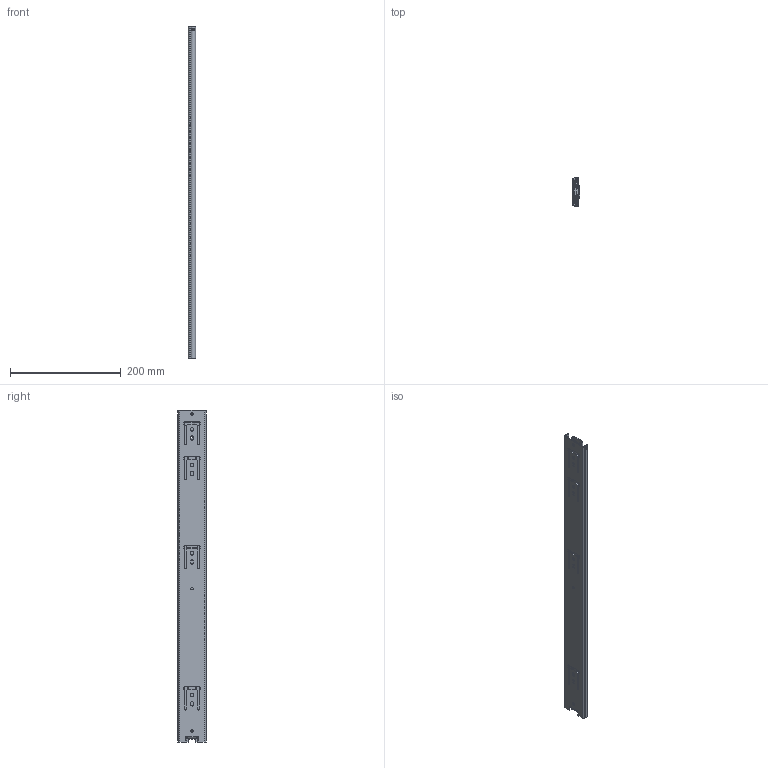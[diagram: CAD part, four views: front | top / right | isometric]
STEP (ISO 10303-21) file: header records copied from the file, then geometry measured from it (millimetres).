
FILE_DESCRIPTION (( 'STEP AP214' ), '1' );
FILE_NAME ('FR_5210.0600mm_24inch_closed.STEP', '2022-10-24T14:29:58', ( '' ), ( '' ), 'SwSTEP 2.0', 'SolidWorks 2020', '' );
FILE_SCHEMA (( 'AUTOMOTIVE_DESIGN' ));
Length unit declared in the file: millimetre
Products named in the file (12): 5210.XXX-03.T030_NL  600; 5210 RIVET; 5210.XXX-02.T030_NL  600; 5210.XXX-01.T030_NL  600; FR5210 MIDDLE STOP; FR_5210.0600mm_24inch_closed; FR5210 TRIGGER; 5210 MIDDLE RIVET; FR5210 DETENT
Assembly tree (11 placements, depth 3):
  FR_5210.0600mm_24inch_closed
    5210.XXX-01.T030_NL  600
      5210.XXX-01.T030_NL  600
      FR5210 DETENT
    5210.XXX-03.T030_NL  600
      5210.XXX-03.T030_NL  600
      FR5210 TRIGGER
      5210 RIVET
    5210.XXX-02.T030_NL  600
      5210.XXX-02.T030_NL  600
      FR5210 MIDDLE STOP
      5210 MIDDLE RIVET
Bounding box: 12.9 x 51.89 x 600 mm (x, y, z)
Volume: 170786.4 mm3; surface area: 213530.6 mm2
Topology: 8 solids, 8 shells, 992 faces, 2665 edges, 1671 vertices
Faces by surface type: plane 456, cylinder 450, bspline 32, torus 30, cone 22, sphere 2
Entity records: 33727 total; most frequent: CARTESIAN_POINT 8454, ORIENTED_EDGE 5324, DIRECTION 5146, EDGE_CURVE 2662, AXIS2_PLACEMENT_3D 1833, VERTEX_POINT 1672, VECTOR 1480, LINE 1480
